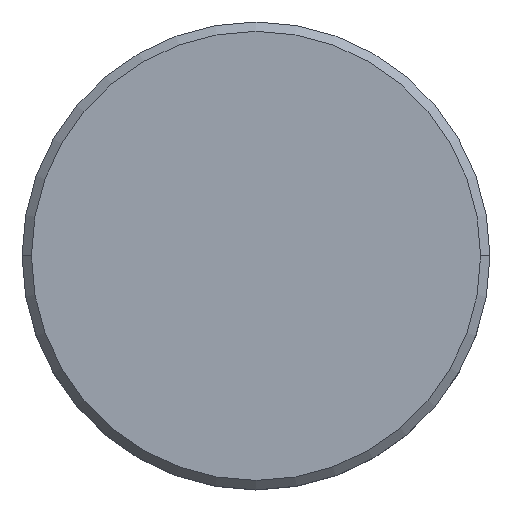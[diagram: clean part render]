
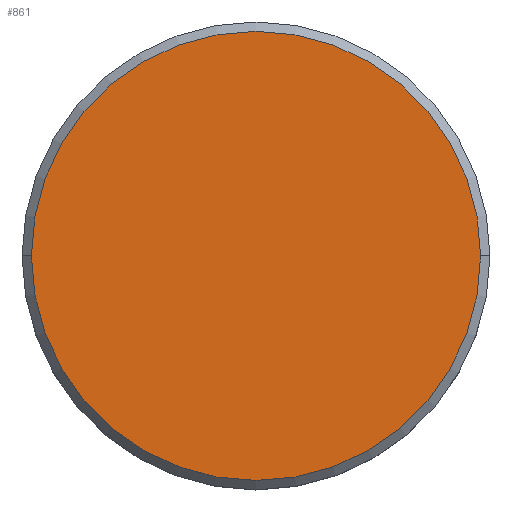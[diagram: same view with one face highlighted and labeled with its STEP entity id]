
A CAD part, top view. The second image highlights one B-rep face of the part: STEP entity #861.
In plain terms, the highlighted planar face has unit normal (0, 0, 1).
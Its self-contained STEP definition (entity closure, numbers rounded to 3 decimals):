
#42 = DIRECTION ( 'NONE',  ( 0., 0., 1. ) ) ;
#43 = EDGE_CURVE ( 'NONE', #662, #897, #255, .T. ) ;
#54 = FACE_OUTER_BOUND ( 'NONE', #57, .T. ) ;
#57 = EDGE_LOOP ( 'NONE', ( #342, #694 ) ) ;
#98 = AXIS2_PLACEMENT_3D ( 'NONE', #953, #157, #525 ) ;
#157 = DIRECTION ( 'NONE',  ( 0., 0., 1. ) ) ;
#169 = DIRECTION ( 'NONE',  ( 1., 0., 0. ) ) ;
#255 = CIRCLE ( 'NONE', #881, 12. ) ;
#342 = ORIENTED_EDGE ( 'NONE', *, *, #1149, .T. ) ;
#349 = CARTESIAN_POINT ( 'NONE',  ( -12., 0., 0. ) ) ;
#369 = DIRECTION ( 'NONE',  ( 0., 0., 1. ) ) ;
#525 = DIRECTION ( 'NONE',  ( 1., 0., 0. ) ) ;
#652 = CIRCLE ( 'NONE', #808, 12. ) ;
#655 = CARTESIAN_POINT ( 'NONE',  ( 12., 0., 0. ) ) ;
#662 = VERTEX_POINT ( 'NONE', #655 ) ;
#694 = ORIENTED_EDGE ( 'NONE', *, *, #43, .T. ) ;
#764 = DIRECTION ( 'NONE',  ( 1., 0., 0. ) ) ;
#808 = AXIS2_PLACEMENT_3D ( 'NONE', #870, #42, #764 ) ;
#861 = ADVANCED_FACE ( 'NONE', ( #54 ), #1039, .T. ) ;
#870 = CARTESIAN_POINT ( 'NONE',  ( 0., 0., 0. ) ) ;
#881 = AXIS2_PLACEMENT_3D ( 'NONE', #1167, #369, #169 ) ;
#897 = VERTEX_POINT ( 'NONE', #349 ) ;
#953 = CARTESIAN_POINT ( 'NONE',  ( 0., 0., 0. ) ) ;
#1039 = PLANE ( 'NONE',  #98 ) ;
#1149 = EDGE_CURVE ( 'NONE', #897, #662, #652, .T. ) ;
#1167 = CARTESIAN_POINT ( 'NONE',  ( 0., 0., 0. ) ) ;
